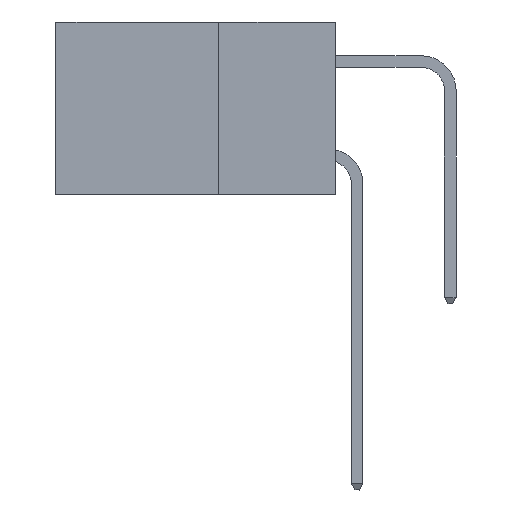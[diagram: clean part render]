
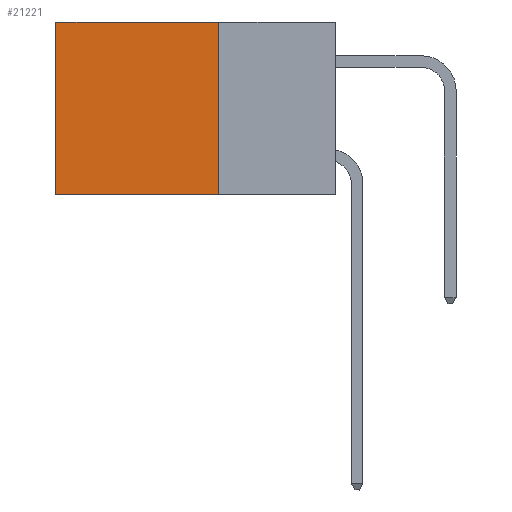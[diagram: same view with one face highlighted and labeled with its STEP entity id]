
A CAD part, left-side view. The second image highlights one B-rep face of the part: STEP entity #21221.
In plain terms, the highlighted planar face has unit normal (-1, 0, 0).
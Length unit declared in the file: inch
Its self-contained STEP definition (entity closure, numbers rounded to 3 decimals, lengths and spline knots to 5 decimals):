
#313 = LINE ( 'NONE', #14344, #6848 ) ;
#820 = EDGE_LOOP ( 'NONE', ( #14336, #24510, #19116, #25043 ) ) ;
#910 = EDGE_CURVE ( 'NONE', #14454, #7671, #9686, .T. ) ;
#935 = CARTESIAN_POINT ( 'NONE',  ( 0.2875, 0.6, 0. ) ) ;
#977 = VERTEX_POINT ( 'NONE', #25039 ) ;
#1602 = CARTESIAN_POINT ( 'NONE',  ( 0.2875, 0.25, 0. ) ) ;
#1874 = DIRECTION ( 'NONE',  ( 0., 0., -1. ) ) ;
#2719 = DIRECTION ( 'NONE',  ( 0., 1., 0. ) ) ;
#2771 = AXIS2_PLACEMENT_3D ( 'NONE', #3969, #25917, #1874 ) ;
#3810 = DIRECTION ( 'NONE',  ( 0., 0., -1. ) ) ;
#3969 = CARTESIAN_POINT ( 'NONE',  ( 0.2875, 0.25, 0. ) ) ;
#5016 = VERTEX_POINT ( 'NONE', #7937 ) ;
#6848 = VECTOR ( 'NONE', #8559, 39.37008 ) ;
#7671 = VERTEX_POINT ( 'NONE', #935 ) ;
#7937 = CARTESIAN_POINT ( 'NONE',  ( 0.2875, 0.6, -0.37 ) ) ;
#8559 = DIRECTION ( 'NONE',  ( 0., 1., 0. ) ) ;
#9686 = LINE ( 'NONE', #25746, #18467 ) ;
#9702 = LINE ( 'NONE', #17713, #15102 ) ;
#10278 = DIRECTION ( 'NONE',  ( 0., 0., -1. ) ) ;
#11834 = PLANE ( 'NONE',  #2771 ) ;
#14336 = ORIENTED_EDGE ( 'NONE', *, *, #23057, .T. ) ;
#14344 = CARTESIAN_POINT ( 'NONE',  ( 0.2875, 0.25, -0.37 ) ) ;
#14454 = VERTEX_POINT ( 'NONE', #1602 ) ;
#15102 = VECTOR ( 'NONE', #3810, 39.37008 ) ;
#16324 = LINE ( 'NONE', #22001, #22396 ) ;
#17309 = EDGE_CURVE ( 'NONE', #14454, #977, #16324, .T. ) ;
#17713 = CARTESIAN_POINT ( 'NONE',  ( 0.2875, 0.6, 0. ) ) ;
#18467 = VECTOR ( 'NONE', #2719, 39.37008 ) ;
#19116 = ORIENTED_EDGE ( 'NONE', *, *, #17309, .F. ) ;
#19732 = FACE_OUTER_BOUND ( 'NONE', #820, .T. ) ;
#21221 = ADVANCED_FACE ( 'NONE', ( #19732 ), #11834, .F. ) ;
#22001 = CARTESIAN_POINT ( 'NONE',  ( 0.2875, 0.25, 0. ) ) ;
#22396 = VECTOR ( 'NONE', #10278, 39.37008 ) ;
#23057 = EDGE_CURVE ( 'NONE', #7671, #5016, #9702, .T. ) ;
#24510 = ORIENTED_EDGE ( 'NONE', *, *, #25894, .F. ) ;
#25039 = CARTESIAN_POINT ( 'NONE',  ( 0.2875, 0.25, -0.37 ) ) ;
#25043 = ORIENTED_EDGE ( 'NONE', *, *, #910, .T. ) ;
#25746 = CARTESIAN_POINT ( 'NONE',  ( 0.2875, 0.25, 0. ) ) ;
#25894 = EDGE_CURVE ( 'NONE', #977, #5016, #313, .T. ) ;
#25917 = DIRECTION ( 'NONE',  ( 1., 0., 0. ) ) ;
